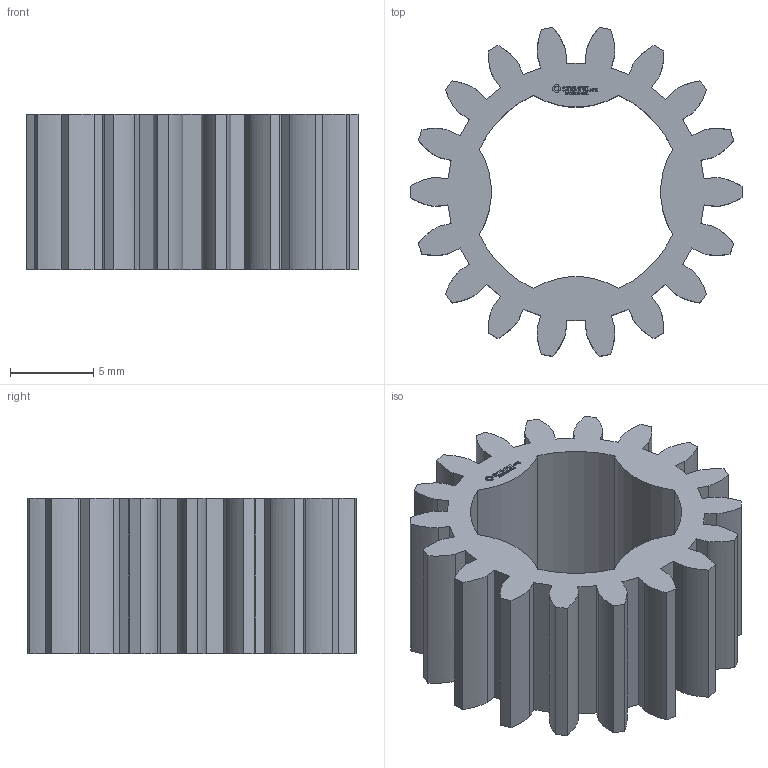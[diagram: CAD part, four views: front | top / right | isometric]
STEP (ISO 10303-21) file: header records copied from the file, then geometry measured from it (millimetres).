
FILE_DESCRIPTION(('FreeCAD Model'),'2;1');
FILE_NAME('Open CASCADE Shape Model','2024-03-09T17:38:09',(''),(''), 'Open CASCADE STEP processor 7.6','FreeCAD','Unknown');
FILE_SCHEMA(('AUTOMOTIVE_DESIGN { 1 0 10303 214 1 1 1 1 }'));
Length unit declared in the file: millimetre
Products named in the file (1): Gear Wheel PLN TTH18 BU00.75 SFT-SHD - SPN-GWH-0051 (stemfie.org)
Bounding box: 19.99 x 19.8 x 9.38 mm (x, y, z)
Volume: 1289.9 mm3; surface area: 1765.6 mm2
Topology: 1 solids, 1 shells, 575 faces, 1629 edges, 1086 vertices
Faces by surface type: plane 321, extrusion 246, cylinder 8
Entity records: 47062 total; most frequent: CARTESIAN_POINT 12089, DIRECTION 4825, VECTOR 4117, LINE 3871, ORIENTED_EDGE 3258, PCURVE 3258, DEFINITIONAL_REPRESENTATION 3258, EDGE_CURVE 1629
